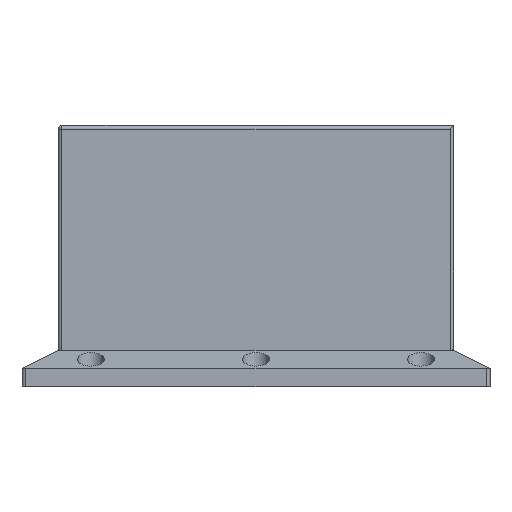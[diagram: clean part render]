
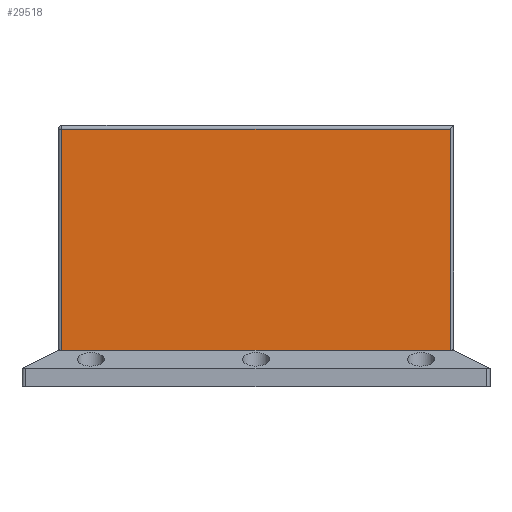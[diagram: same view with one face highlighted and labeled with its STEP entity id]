
A CAD part, left-side view. The second image highlights one B-rep face of the part: STEP entity #29518.
In plain terms, the highlighted planar face has unit normal (-1, 0, 0).
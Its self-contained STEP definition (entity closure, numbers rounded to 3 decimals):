
#3213=PLANE('',#30843);
#4376=FACE_OUTER_BOUND('',#6099,.T.);
#6099=EDGE_LOOP('',(#24135,#24136,#24137,#24138));
#7090=LINE('',#35752,#9710);
#7108=LINE('',#35837,#9728);
#7109=LINE('',#35844,#9729);
#7111=LINE('',#35849,#9731);
#9710=VECTOR('',#31445,10.);
#9728=VECTOR('',#31535,10.);
#9729=VECTOR('',#31546,10.);
#9731=VECTOR('',#31552,10.);
#12380=VERTEX_POINT('',#35749);
#12381=VERTEX_POINT('',#35751);
#12412=VERTEX_POINT('',#35836);
#12413=VERTEX_POINT('',#35840);
#15393=EDGE_CURVE('',#12381,#12380,#7090,.T.);
#15436=EDGE_CURVE('',#12412,#12380,#7108,.T.);
#15440=EDGE_CURVE('',#12381,#12413,#7109,.T.);
#15443=EDGE_CURVE('',#12413,#12412,#7111,.T.);
#24135=ORIENTED_EDGE('',*,*,#15440,.F.);
#24136=ORIENTED_EDGE('',*,*,#15393,.T.);
#24137=ORIENTED_EDGE('',*,*,#15436,.F.);
#24138=ORIENTED_EDGE('',*,*,#15443,.F.);
#29518=ADVANCED_FACE('',(#4376),#3213,.T.);
#30843=AXIS2_PLACEMENT_3D('',#46578,#33457,#33458);
#31445=DIRECTION('',(0.,-1.,0.));
#31535=DIRECTION('',(0.,0.,-1.));
#31546=DIRECTION('',(0.,0.,1.));
#31552=DIRECTION('',(0.,-1.,0.));
#33457=DIRECTION('center_axis',(-1.,0.,0.));
#33458=DIRECTION('ref_axis',(0.,-1.,0.));
#35749=CARTESIAN_POINT('',(-50.,-53.5,-1.));
#35751=CARTESIAN_POINT('',(-50.,53.5,-1.));
#35752=CARTESIAN_POINT('',(-50.,54.5,-1.));
#35836=CARTESIAN_POINT('',(-50.,-53.5,60.));
#35837=CARTESIAN_POINT('',(-50.,-53.5,0.));
#35840=CARTESIAN_POINT('',(-50.,53.5,60.));
#35844=CARTESIAN_POINT('',(-50.,53.5,0.));
#35849=CARTESIAN_POINT('',(-50.,27.25,60.));
#46578=CARTESIAN_POINT('Origin',(-50.,54.5,0.));
